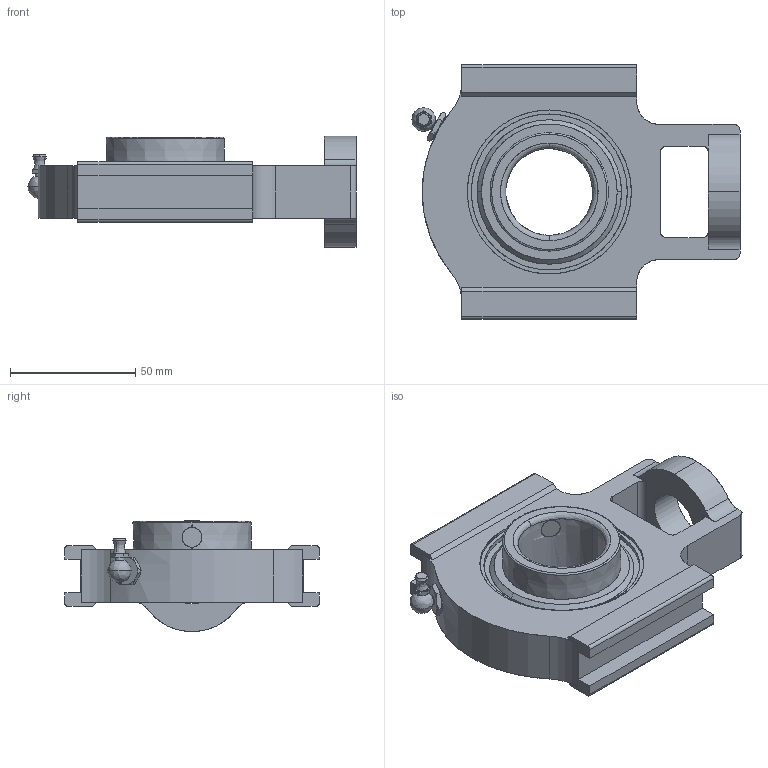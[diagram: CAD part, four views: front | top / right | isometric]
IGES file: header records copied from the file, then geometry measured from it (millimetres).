
Start section: SolidWorks IGES file using analytic representation for surfaces
Global section: file name: VTDEFAU12261416408645.igs; native system: SolidWorks 2007; preprocessor: SolidWorks 2007; author: partstream; date: 061226.141635; units: millimetre
Bounding box: 131.07 x 101.6 x 44.45 mm (x, y, z)
Surface area: 39150 mm2 (no closed solid volume)
Topology: 0 solids, 0 shells, 159 faces, 3136 edges, 3143 vertices
Faces by surface type: revolution 87, bspline 72
